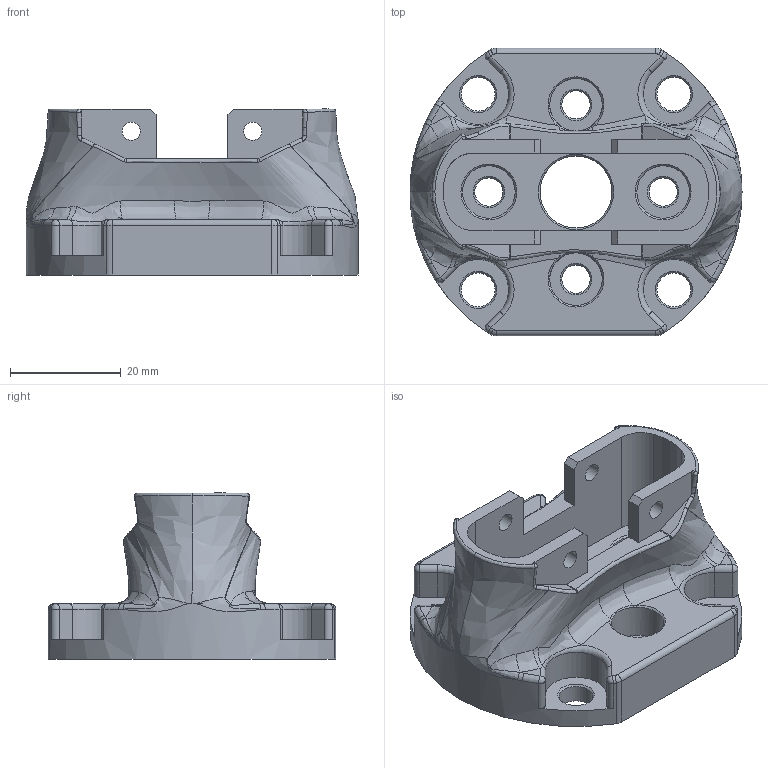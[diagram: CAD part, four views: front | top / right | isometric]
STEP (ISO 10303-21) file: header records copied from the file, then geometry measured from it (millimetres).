
FILE_DESCRIPTION(/* description */ (''),/* implementation_level */ '2;1');
FILE_NAME(/* name */ '',/* time_stamp */ '2025-10-08T16:04:42+08:00',/* author */ (''),/* organization */ (''),/* preprocessor_version */ 'ST-DEVELOPER v20.1',/* originating_system */ 'Autodesk Translation Framework v14.17.0.0',/* authorisation */ '');
FILE_SCHEMA (('AUTOMOTIVE_DESIGN { 1 0 10303 214 3 1 1 }'));
Length unit declared in the file: millimetre
Products named in the file (1): 法兰固连v1
Bounding box: 60 x 52 x 30 mm (x, y, z)
Volume: 27774.2 mm3; surface area: 12920.2 mm2
Topology: 1 solids, 1 shells, 247 faces, 625 edges, 366 vertices
Faces by surface type: bspline 94, cylinder 63, plane 52, cone 14, sphere 12, torus 12
Full cylindrical faces by diameter (mm): 3.3 x4, 5.1 x4, 6.1 x4, 9.5 x4, 13 x1
Entity records: 20247 total; most frequent: CARTESIAN_POINT 14785, ORIENTED_EDGE 1218, DIRECTION 1045, EDGE_CURVE 609, AXIS2_PLACEMENT_3D 427, VERTEX_POINT 366, EDGE_LOOP 275, CIRCLE 265
